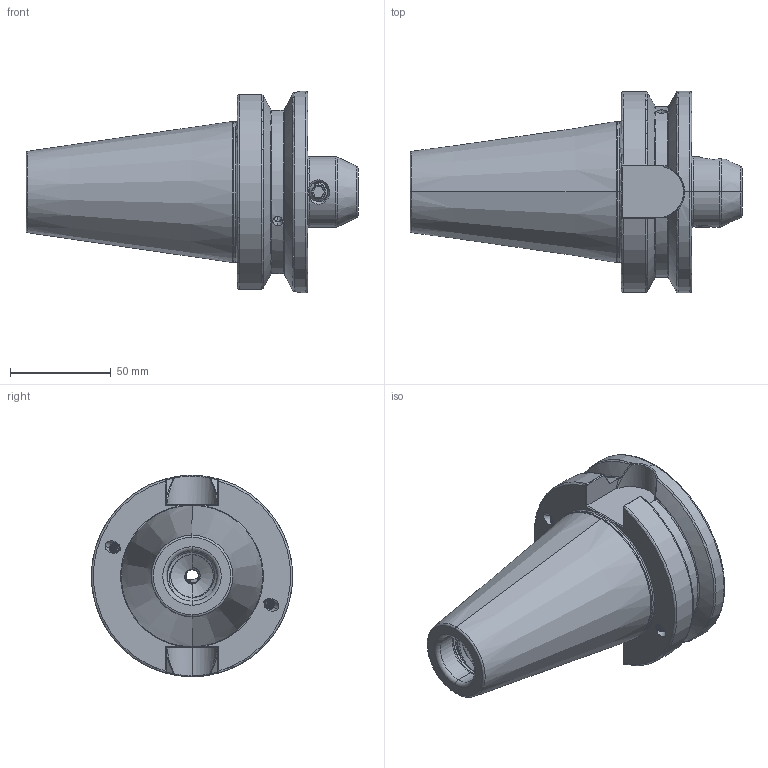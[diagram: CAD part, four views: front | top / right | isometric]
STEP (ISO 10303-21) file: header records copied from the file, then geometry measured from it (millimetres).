
FILE_DESCRIPTION (( 'STEP AP203' ), '1' );
FILE_NAME ('506.05.10.STEP', '2016-08-08T07:26:41', ( '' ), ( '' ), 'SwSTEP 2.0', 'SolidWorks 2012', '' );
FILE_SCHEMA (( 'CONFIG_CONTROL_DESIGN' ));
Length unit declared in the file: millimetre
Products named in the file (3): 506.05.10; 側固10_M10x1.5_12L
Assembly tree (2 placements, depth 2):
  506.05.10
    506.05.10
    側固10_M10x1.5_12L
Bounding box: 164.8 x 100 x 100 mm (x, y, z)
Volume: 471885.6 mm3; surface area: 60183 mm2
Topology: 2 solids, 2 shells, 332 faces, 901 edges, 573 vertices
Faces by surface type: cylinder 162, bspline 58, plane 47, torus 33, cone 30, sphere 2
Entity records: 36332 total; most frequent: CARTESIAN_POINT 29024, ORIENTED_EDGE 1790, DIRECTION 1102, EDGE_CURVE 895, VERTEX_POINT 573, AXIS2_PLACEMENT_3D 432, EDGE_LOOP 350, FACE_OUTER_BOUND 332
